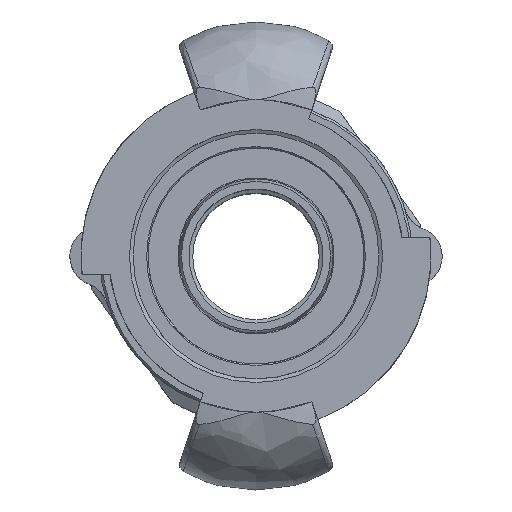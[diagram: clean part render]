
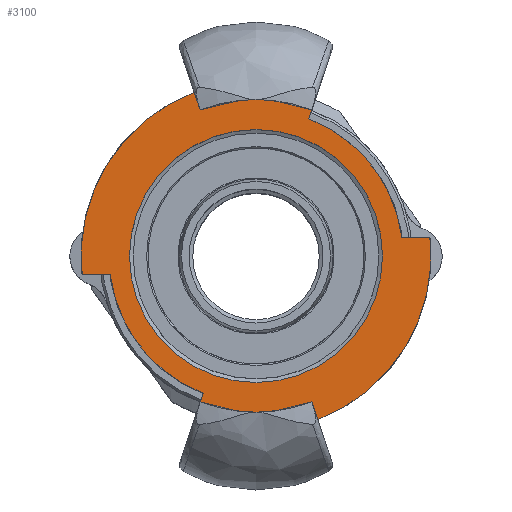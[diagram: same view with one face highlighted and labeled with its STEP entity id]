
A CAD part, top view. The second image highlights one B-rep face of the part: STEP entity #3100.
In plain terms, the highlighted planar face has unit normal (0, 0, 1).
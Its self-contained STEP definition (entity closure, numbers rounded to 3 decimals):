
#121=FACE_BOUND('',#581,.T.);
#160=PLANE('',#3477);
#397=FACE_OUTER_BOUND('',#580,.T.);
#580=EDGE_LOOP('',(#2593,#2594,#2595,#2596,#2597,#2598,#2599,#2600,#2601,
#2602,#2603,#2604));
#581=EDGE_LOOP('',(#2605,#2606));
#720=LINE('',#5813,#861);
#721=LINE('',#5817,#862);
#722=LINE('',#5820,#863);
#723=LINE('',#5822,#864);
#724=LINE('',#5826,#865);
#725=LINE('',#5829,#866);
#861=VECTOR('',#4277,10.);
#862=VECTOR('',#4280,10.);
#863=VECTOR('',#4283,10.);
#864=VECTOR('',#4284,10.);
#865=VECTOR('',#4287,10.);
#866=VECTOR('',#4290,10.);
#1074=CIRCLE('',#3453,17.);
#1075=CIRCLE('',#3454,17.);
#1086=CIRCLE('',#3469,19.75);
#1089=CIRCLE('',#3473,19.75);
#1092=CIRCLE('',#3478,25.5);
#1093=CIRCLE('',#3479,23.497);
#1094=CIRCLE('',#3480,25.5);
#1095=CIRCLE('',#3481,23.5);
#1334=VERTEX_POINT('',#5354);
#1335=VERTEX_POINT('',#5355);
#1360=VERTEX_POINT('',#5697);
#1361=VERTEX_POINT('',#5699);
#1367=VERTEX_POINT('',#5747);
#1368=VERTEX_POINT('',#5749);
#1375=VERTEX_POINT('',#5812);
#1376=VERTEX_POINT('',#5814);
#1377=VERTEX_POINT('',#5816);
#1378=VERTEX_POINT('',#5818);
#1379=VERTEX_POINT('',#5821);
#1380=VERTEX_POINT('',#5823);
#1381=VERTEX_POINT('',#5825);
#1382=VERTEX_POINT('',#5827);
#1745=EDGE_CURVE('',#1334,#1335,#1074,.T.);
#1746=EDGE_CURVE('',#1335,#1334,#1075,.T.);
#1778=EDGE_CURVE('',#1360,#1361,#1086,.T.);
#1786=EDGE_CURVE('',#1367,#1368,#1089,.T.);
#1794=EDGE_CURVE('',#1375,#1367,#720,.T.);
#1795=EDGE_CURVE('',#1376,#1375,#1092,.T.);
#1796=EDGE_CURVE('',#1377,#1376,#721,.T.);
#1797=EDGE_CURVE('',#1377,#1378,#1093,.T.);
#1798=EDGE_CURVE('',#1378,#1361,#722,.T.);
#1799=EDGE_CURVE('',#1379,#1360,#723,.T.);
#1800=EDGE_CURVE('',#1380,#1379,#1094,.T.);
#1801=EDGE_CURVE('',#1381,#1380,#724,.T.);
#1802=EDGE_CURVE('',#1381,#1382,#1095,.T.);
#1803=EDGE_CURVE('',#1382,#1368,#725,.T.);
#2593=ORIENTED_EDGE('',*,*,#1794,.F.);
#2594=ORIENTED_EDGE('',*,*,#1795,.F.);
#2595=ORIENTED_EDGE('',*,*,#1796,.F.);
#2596=ORIENTED_EDGE('',*,*,#1797,.T.);
#2597=ORIENTED_EDGE('',*,*,#1798,.T.);
#2598=ORIENTED_EDGE('',*,*,#1778,.F.);
#2599=ORIENTED_EDGE('',*,*,#1799,.F.);
#2600=ORIENTED_EDGE('',*,*,#1800,.F.);
#2601=ORIENTED_EDGE('',*,*,#1801,.F.);
#2602=ORIENTED_EDGE('',*,*,#1802,.T.);
#2603=ORIENTED_EDGE('',*,*,#1803,.T.);
#2604=ORIENTED_EDGE('',*,*,#1786,.F.);
#2605=ORIENTED_EDGE('',*,*,#1745,.T.);
#2606=ORIENTED_EDGE('',*,*,#1746,.T.);
#3100=ADVANCED_FACE('',(#397,#121),#160,.F.);
#3453=AXIS2_PLACEMENT_3D('',#5356,#4218,#4219);
#3454=AXIS2_PLACEMENT_3D('',#5357,#4220,#4221);
#3469=AXIS2_PLACEMENT_3D('',#5700,#4254,#4255);
#3473=AXIS2_PLACEMENT_3D('',#5750,#4265,#4266);
#3477=AXIS2_PLACEMENT_3D('',#5811,#4275,#4276);
#3478=AXIS2_PLACEMENT_3D('',#5815,#4278,#4279);
#3479=AXIS2_PLACEMENT_3D('',#5819,#4281,#4282);
#3480=AXIS2_PLACEMENT_3D('',#5824,#4285,#4286);
#3481=AXIS2_PLACEMENT_3D('',#5828,#4288,#4289);
#4218=DIRECTION('center_axis',(0.,0.,
-1.));
#4219=DIRECTION('ref_axis',(0.,1.,0.));
#4220=DIRECTION('center_axis',(0.,0.,
-1.));
#4221=DIRECTION('ref_axis',(0.,1.,0.));
#4254=DIRECTION('center_axis',(0.,0.,
-1.));
#4255=DIRECTION('ref_axis',(0.,-1.,0.));
#4265=DIRECTION('center_axis',(0.,0.,
-1.));
#4266=DIRECTION('ref_axis',(0.,-1.,0.));
#4275=DIRECTION('center_axis',(0.,0.,
-1.));
#4276=DIRECTION('ref_axis',(0.,-1.,0.));
#4277=DIRECTION('',(-0.319,-0.948,0.));
#4278=DIRECTION('center_axis',(0.,0.,
-1.));
#4279=DIRECTION('ref_axis',(1.,0.,0.));
#4280=DIRECTION('',(-0.319,0.948,0.));
#4281=DIRECTION('center_axis',(0.,0.,
1.));
#4282=DIRECTION('ref_axis',(-0.353,0.936,0.));
#4283=DIRECTION('',(1.,0.,0.));
#4284=DIRECTION('',(0.319,0.948,0.));
#4285=DIRECTION('center_axis',(0.,0.,
-1.));
#4286=DIRECTION('ref_axis',(1.,0.,0.));
#4287=DIRECTION('',(0.319,-0.948,0.));
#4288=DIRECTION('center_axis',(0.,0.,
1.));
#4289=DIRECTION('ref_axis',(0.353,-0.936,0.));
#4290=DIRECTION('',(-1.,0.,0.));
#5354=CARTESIAN_POINT('',(-29.77,-58.439,25.735));
#5355=CARTESIAN_POINT('',(-29.77,-92.439,25.735));
#5356=CARTESIAN_POINT('Origin',(-29.77,-75.439,25.735));
#5357=CARTESIAN_POINT('Origin',(-29.77,-75.439,25.735));
#5697=CARTESIAN_POINT('',(-36.871,-93.869,25.735));
#5699=CARTESIAN_POINT('',(-49.361,-77.939,25.735));
#5700=CARTESIAN_POINT('Origin',(-29.77,-75.439,25.735));
#5747=CARTESIAN_POINT('',(-22.669,-57.01,25.735));
#5749=CARTESIAN_POINT('',(-10.179,-72.939,25.735));
#5750=CARTESIAN_POINT('Origin',(-29.77,-75.439,25.735));
#5811=CARTESIAN_POINT('Origin',(-17.02,-75.439,25.735));
#5812=CARTESIAN_POINT('',(-20.833,-51.557,25.735));
#5813=CARTESIAN_POINT('',(-23.469,-59.385,25.735));
#5814=CARTESIAN_POINT('',(-38.707,-51.557,25.735));
#5815=CARTESIAN_POINT('Origin',(-29.77,-75.439,25.735));
#5816=CARTESIAN_POINT('',(-38.068,-53.456,25.735));
#5817=CARTESIAN_POINT('',(-33.072,-68.288,25.735));
#5818=CARTESIAN_POINT('',(-53.134,-77.939,25.735));
#5819=CARTESIAN_POINT('Origin',(-29.77,-75.439,25.735));
#5820=CARTESIAN_POINT('',(-29.77,-77.939,25.735));
#5821=CARTESIAN_POINT('',(-38.707,-99.322,25.735));
#5822=CARTESIAN_POINT('',(-34.772,-87.637,25.735));
#5823=CARTESIAN_POINT('',(-20.833,-99.322,25.735));
#5824=CARTESIAN_POINT('Origin',(-29.77,-75.439,25.735));
#5825=CARTESIAN_POINT('',(-21.472,-97.425,25.735));
#5826=CARTESIAN_POINT('',(-25.169,-86.447,25.735));
#5827=CARTESIAN_POINT('',(-6.403,-72.939,25.735));
#5828=CARTESIAN_POINT('Origin',(-29.77,-75.439,25.735));
#5829=CARTESIAN_POINT('',(-29.77,-72.939,25.735));
